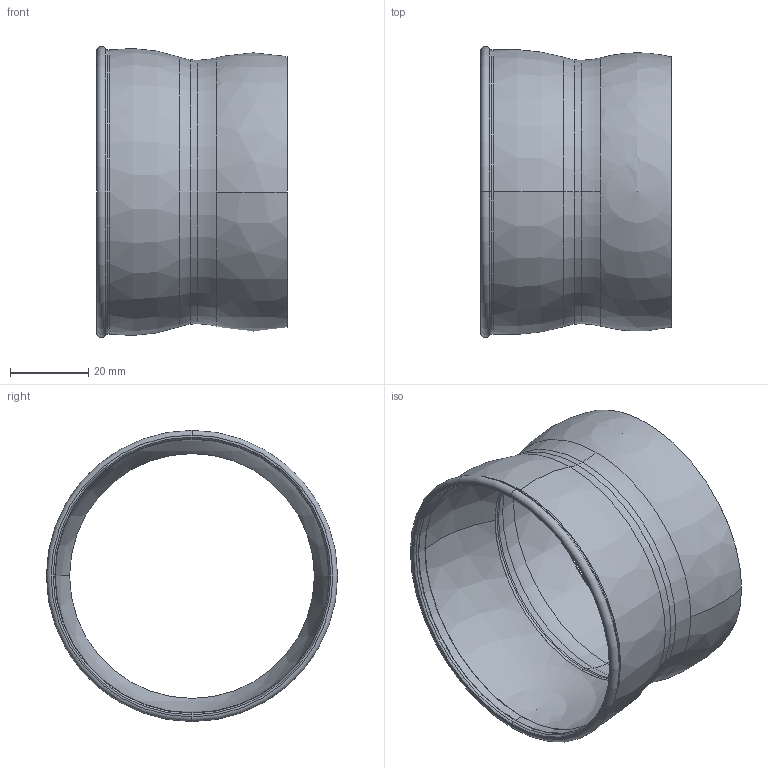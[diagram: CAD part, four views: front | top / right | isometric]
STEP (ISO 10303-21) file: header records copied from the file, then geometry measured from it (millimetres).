
FILE_DESCRIPTION (( 'STEP AP203' ), '1' );
FILE_NAME ('Vacuum Element.STEP', '2005-02-04T17:51:10', ( 'mark lockwood' ), ( 'lockwood products inc.' ), 'SwSTEP 2.0', 'SolidWorks 2004146', '' );
FILE_SCHEMA (( 'CONFIG_CONTROL_DESIGN' ));
Length unit declared in the file: inch
Products named in the file (1): Vacuum Element
Bounding box: 48.8 x 74.57 x 74.57 mm (x, y, z)
Volume: 15884.1 mm3; surface area: 22143.2 mm2
Topology: 1 solids, 1 shells, 47 faces, 108 edges, 60 vertices
Faces by surface type: torus 26, cone 8, cylinder 6, sphere 4, plane 3
Entity records: 1347 total; most frequent: DIRECTION 278, CARTESIAN_POINT 200, ORIENTED_EDGE 196, AXIS2_PLACEMENT_3D 132, EDGE_CURVE 98, CIRCLE 84, VERTEX_POINT 54, EDGE_LOOP 50
